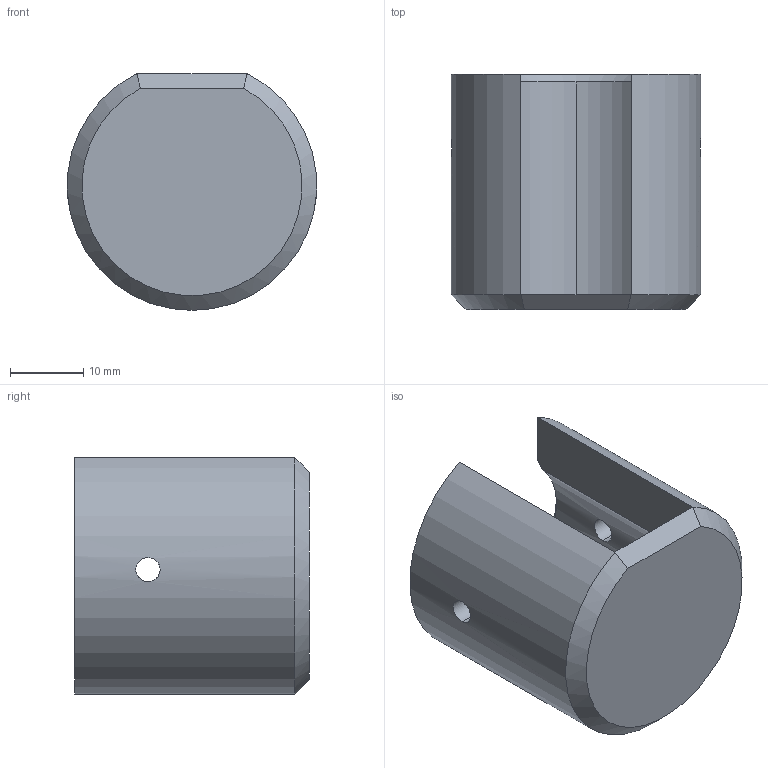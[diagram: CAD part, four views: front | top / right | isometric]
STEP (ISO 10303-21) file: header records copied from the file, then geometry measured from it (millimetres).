
FILE_DESCRIPTION (( 'STEP AP214' ), '1' );
FILE_NAME ('RICCI_USI_54_Aa.STEP', '2020-06-22T14:41:17', ( '' ), ( '' ), 'SwSTEP 2.0', 'SolidWorks 2020', '' );
FILE_SCHEMA (( 'AUTOMOTIVE_DESIGN' ));
Length unit declared in the file: millimetre
Products named in the file (1): RICCI_USI_54_Aa
Bounding box: 34 x 32 x 32.26 mm (x, y, z)
Volume: 15364.8 mm3; surface area: 6873.9 mm2
Topology: 1 solids, 1 shells, 32 faces, 78 edges, 44 vertices
Faces by surface type: cylinder 16, cone 10, plane 6
Entity records: 1246 total; most frequent: CARTESIAN_POINT 367, DIRECTION 150, ORIENTED_EDGE 140, EDGE_CURVE 70, AXIS2_PLACEMENT_3D 59, VERTEX_POINT 44, EDGE_LOOP 40, LINE 32
